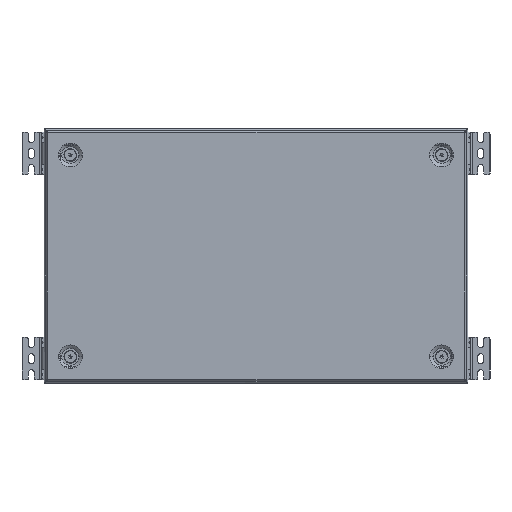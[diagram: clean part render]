
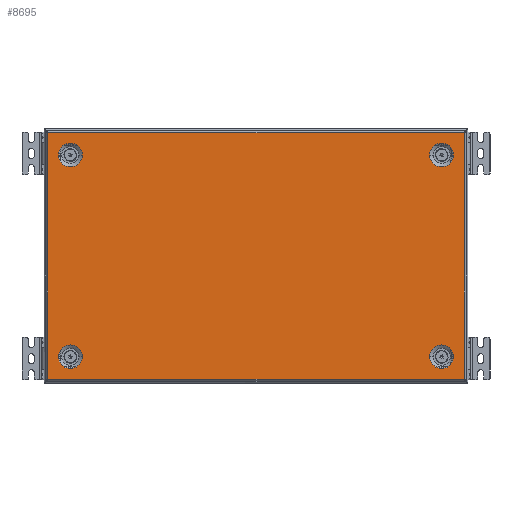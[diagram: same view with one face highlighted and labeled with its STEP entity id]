
A CAD part, top view. The second image highlights one B-rep face of the part: STEP entity #8695.
In plain terms, the highlighted planar face has unit normal (0, 0, 1).
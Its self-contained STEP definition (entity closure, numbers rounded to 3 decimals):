
#224 = EDGE_CURVE ( 'NONE', #6728, #415, #11005, .T. ) ;
#415 = VERTEX_POINT ( 'NONE', #11149 ) ;
#605 = CIRCLE ( 'NONE', #19801, 14. ) ;
#677 = CARTESIAN_POINT ( 'NONE',  ( 219., -119., 0. ) ) ;
#785 = FACE_OUTER_BOUND ( 'NONE', #10943, .T. ) ;
#956 = AXIS2_PLACEMENT_3D ( 'NONE', #23097, #14665, #22971 ) ;
#1122 = EDGE_LOOP ( 'NONE', ( #11302, #16959 ) ) ;
#1334 = DIRECTION ( 'NONE',  ( 0., 0., 1. ) ) ;
#1568 = CARTESIAN_POINT ( 'NONE',  ( 0., 0., 0. ) ) ;
#2012 = VECTOR ( 'NONE', #24556, 1000. ) ;
#2106 = DIRECTION ( 'NONE',  ( 1., 0., 0. ) ) ;
#2114 = EDGE_CURVE ( 'NONE', #26205, #25881, #18252, .T. ) ;
#2255 = CARTESIAN_POINT ( 'NONE',  ( 219., -119., 0. ) ) ;
#2705 = VECTOR ( 'NONE', #20117, 1000. ) ;
#2709 = AXIS2_PLACEMENT_3D ( 'NONE', #1568, #5677, #2106 ) ;
#2841 = DIRECTION ( 'NONE',  ( 0., 0., 1. ) ) ;
#2886 = VERTEX_POINT ( 'NONE', #24265 ) ;
#3101 = CARTESIAN_POINT ( 'NONE',  ( -233., 119., 0. ) ) ;
#3201 = CIRCLE ( 'NONE', #18488, 14. ) ;
#3282 = ORIENTED_EDGE ( 'NONE', *, *, #26477, .T. ) ;
#3425 = LINE ( 'NONE', #11767, #2705 ) ;
#3619 = AXIS2_PLACEMENT_3D ( 'NONE', #12359, #4309, #20979 ) ;
#3734 = DIRECTION ( 'NONE',  ( 0., 0., 1. ) ) ;
#4309 = DIRECTION ( 'NONE',  ( 0., 0., 1. ) ) ;
#4319 = DIRECTION ( 'NONE',  ( 0., 0., 1. ) ) ;
#4683 = EDGE_LOOP ( 'NONE', ( #16095, #16499 ) ) ;
#5035 = PLANE ( 'NONE',  #2709 ) ;
#5225 = CARTESIAN_POINT ( 'NONE',  ( 245.5, -145.793, 0. ) ) ;
#5423 = FACE_BOUND ( 'NONE', #24768, .T. ) ;
#5677 = DIRECTION ( 'NONE',  ( 0., 0., 1. ) ) ;
#5841 = DIRECTION ( 'NONE',  ( -1., 0., 0. ) ) ;
#6124 = CARTESIAN_POINT ( 'NONE',  ( 247.5, -145.5, 0. ) ) ;
#6141 = ORIENTED_EDGE ( 'NONE', *, *, #224, .F. ) ;
#6150 = CARTESIAN_POINT ( 'NONE',  ( 245.793, 145.5, 0. ) ) ;
#6171 = CARTESIAN_POINT ( 'NONE',  ( 205., -119., 0. ) ) ;
#6176 = CIRCLE ( 'NONE', #9632, 14. ) ;
#6343 = CARTESIAN_POINT ( 'NONE',  ( -245.5, 145.5, 0. ) ) ;
#6413 = DIRECTION ( 'NONE',  ( 1., 0., 0. ) ) ;
#6728 = VERTEX_POINT ( 'NONE', #6343 ) ;
#7133 = CARTESIAN_POINT ( 'NONE',  ( -245.5, -145.5, 0. ) ) ;
#7178 = CARTESIAN_POINT ( 'NONE',  ( 245.4, -145.5, 0. ) ) ;
#7292 = EDGE_CURVE ( 'NONE', #25160, #17958, #14909, .T. ) ;
#7752 = CARTESIAN_POINT ( 'NONE',  ( 233., -119., 0. ) ) ;
#7982 = CARTESIAN_POINT ( 'NONE',  ( -233., -119., 0. ) ) ;
#8279 = DIRECTION ( 'NONE',  ( 1., 0., 0. ) ) ;
#8463 = EDGE_CURVE ( 'NONE', #10828, #26606, #26700, .T. ) ;
#8493 = VERTEX_POINT ( 'NONE', #16897 ) ;
#8596 = LINE ( 'NONE', #14889, #14019 ) ;
#8695 = ADVANCED_FACE ( 'NONE', ( #5423, #11436, #785, #13351, #23736 ), #5035, .T. ) ;
#8854 = DIRECTION ( 'NONE',  ( 1., 0., 0. ) ) ;
#8903 = VECTOR ( 'NONE', #20134, 1000. ) ;
#9271 = AXIS2_PLACEMENT_3D ( 'NONE', #14172, #1334, #26600 ) ;
#9607 = VERTEX_POINT ( 'NONE', #19916 ) ;
#9632 = AXIS2_PLACEMENT_3D ( 'NONE', #677, #2841, #8854 ) ;
#9701 = AXIS2_PLACEMENT_3D ( 'NONE', #2255, #4319, #22585 ) ;
#10336 = LINE ( 'NONE', #6124, #19242 ) ;
#10474 = CARTESIAN_POINT ( 'NONE',  ( -219., 119., 0. ) ) ;
#10508 = DIRECTION ( 'NONE',  ( 0., -1., 0. ) ) ;
#10661 = EDGE_CURVE ( 'NONE', #9607, #415, #16644, .T. ) ;
#10828 = VERTEX_POINT ( 'NONE', #3101 ) ;
#10868 = CARTESIAN_POINT ( 'NONE',  ( -247.5, 145.5, 0. ) ) ;
#10943 = EDGE_LOOP ( 'NONE', ( #24429, #20301, #6141, #16360, #12497, #11168, #14309, #3282 ) ) ;
#10978 = DIRECTION ( 'NONE',  ( 0., 0., 1. ) ) ;
#11005 = LINE ( 'NONE', #10868, #19794 ) ;
#11122 = ORIENTED_EDGE ( 'NONE', *, *, #25641, .F. ) ;
#11149 = CARTESIAN_POINT ( 'NONE',  ( -245.4, 145.5, 0. ) ) ;
#11168 = ORIENTED_EDGE ( 'NONE', *, *, #2114, .T. ) ;
#11173 = EDGE_LOOP ( 'NONE', ( #11122, #22500 ) ) ;
#11302 = ORIENTED_EDGE ( 'NONE', *, *, #11339, .F. ) ;
#11339 = EDGE_CURVE ( 'NONE', #19022, #8493, #3201, .T. ) ;
#11436 = FACE_BOUND ( 'NONE', #4683, .T. ) ;
#11480 = CIRCLE ( 'NONE', #9271, 14. ) ;
#11767 = CARTESIAN_POINT ( 'NONE',  ( 245.793, 145.5, 0. ) ) ;
#11814 = CARTESIAN_POINT ( 'NONE',  ( -219., 119., 0. ) ) ;
#11929 = CARTESIAN_POINT ( 'NONE',  ( -245.793, -145.5, 0. ) ) ;
#12188 = CARTESIAN_POINT ( 'NONE',  ( -245.4, -145.5, 0. ) ) ;
#12359 = CARTESIAN_POINT ( 'NONE',  ( 219., 119., 0. ) ) ;
#12497 = ORIENTED_EDGE ( 'NONE', *, *, #24374, .T. ) ;
#12640 = EDGE_CURVE ( 'NONE', #26606, #10828, #605, .T. ) ;
#13069 = DIRECTION ( 'NONE',  ( 0., 0., 1. ) ) ;
#13351 = FACE_BOUND ( 'NONE', #11173, .T. ) ;
#13437 = VERTEX_POINT ( 'NONE', #24371 ) ;
#13652 = CARTESIAN_POINT ( 'NONE',  ( 205., 119., 0. ) ) ;
#14019 = VECTOR ( 'NONE', #10508, 1000. ) ;
#14172 = CARTESIAN_POINT ( 'NONE',  ( -219., -119., 0. ) ) ;
#14309 = ORIENTED_EDGE ( 'NONE', *, *, #20988, .T. ) ;
#14665 = DIRECTION ( 'NONE',  ( 0., 0., 1. ) ) ;
#14889 = CARTESIAN_POINT ( 'NONE',  ( -245.5, 145.793, 0. ) ) ;
#14909 = CIRCLE ( 'NONE', #956, 14. ) ;
#14942 = CARTESIAN_POINT ( 'NONE',  ( -219., -119., 0. ) ) ;
#16095 = ORIENTED_EDGE ( 'NONE', *, *, #22823, .F. ) ;
#16205 = CARTESIAN_POINT ( 'NONE',  ( -245.793, -145.5, 0. ) ) ;
#16218 = VECTOR ( 'NONE', #19973, 1000. ) ;
#16360 = ORIENTED_EDGE ( 'NONE', *, *, #16523, .T. ) ;
#16496 = ORIENTED_EDGE ( 'NONE', *, *, #8463, .F. ) ;
#16499 = ORIENTED_EDGE ( 'NONE', *, *, #7292, .F. ) ;
#16523 = EDGE_CURVE ( 'NONE', #6728, #23662, #8596, .T. ) ;
#16644 = LINE ( 'NONE', #6150, #21112 ) ;
#16897 = CARTESIAN_POINT ( 'NONE',  ( -205., -119., 0. ) ) ;
#16951 = EDGE_CURVE ( 'NONE', #13437, #9607, #3425, .T. ) ;
#16959 = ORIENTED_EDGE ( 'NONE', *, *, #22143, .F. ) ;
#17958 = VERTEX_POINT ( 'NONE', #22904 ) ;
#17968 = DIRECTION ( 'NONE',  ( 1., 0., 0. ) ) ;
#18252 = LINE ( 'NONE', #16205, #2012 ) ;
#18488 = AXIS2_PLACEMENT_3D ( 'NONE', #14942, #10978, #19320 ) ;
#18895 = CIRCLE ( 'NONE', #9701, 14. ) ;
#19022 = VERTEX_POINT ( 'NONE', #7982 ) ;
#19217 = DIRECTION ( 'NONE',  ( 1., 0., 0. ) ) ;
#19242 = VECTOR ( 'NONE', #8279, 1000. ) ;
#19320 = DIRECTION ( 'NONE',  ( -1., 0., 0. ) ) ;
#19794 = VECTOR ( 'NONE', #19217, 1000. ) ;
#19797 = VERTEX_POINT ( 'NONE', #7752 ) ;
#19801 = AXIS2_PLACEMENT_3D ( 'NONE', #11814, #3734, #17968 ) ;
#19916 = CARTESIAN_POINT ( 'NONE',  ( 245.4, 145.5, 0. ) ) ;
#19973 = DIRECTION ( 'NONE',  ( 0., 1., 0. ) ) ;
#20117 = DIRECTION ( 'NONE',  ( -1., 0., 0. ) ) ;
#20134 = DIRECTION ( 'NONE',  ( 1., 0., 0. ) ) ;
#20200 = ORIENTED_EDGE ( 'NONE', *, *, #12640, .F. ) ;
#20301 = ORIENTED_EDGE ( 'NONE', *, *, #10661, .T. ) ;
#20600 = EDGE_CURVE ( 'NONE', #26707, #19797, #6176, .T. ) ;
#20979 = DIRECTION ( 'NONE',  ( -1., 0., 0. ) ) ;
#20988 = EDGE_CURVE ( 'NONE', #25881, #2886, #10336, .T. ) ;
#21112 = VECTOR ( 'NONE', #5841, 1000. ) ;
#21909 = LINE ( 'NONE', #11929, #8903 ) ;
#22143 = EDGE_CURVE ( 'NONE', #8493, #19022, #11480, .T. ) ;
#22500 = ORIENTED_EDGE ( 'NONE', *, *, #20600, .F. ) ;
#22585 = DIRECTION ( 'NONE',  ( 1., 0., 0. ) ) ;
#22823 = EDGE_CURVE ( 'NONE', #17958, #25160, #26769, .T. ) ;
#22904 = CARTESIAN_POINT ( 'NONE',  ( 233., 119., 0. ) ) ;
#22971 = DIRECTION ( 'NONE',  ( -1., 0., 0. ) ) ;
#23097 = CARTESIAN_POINT ( 'NONE',  ( 219., 119., 0. ) ) ;
#23647 = AXIS2_PLACEMENT_3D ( 'NONE', #10474, #13069, #6413 ) ;
#23662 = VERTEX_POINT ( 'NONE', #7133 ) ;
#23736 = FACE_BOUND ( 'NONE', #1122, .T. ) ;
#23804 = LINE ( 'NONE', #5225, #16218 ) ;
#24265 = CARTESIAN_POINT ( 'NONE',  ( 245.5, -145.5, 0. ) ) ;
#24371 = CARTESIAN_POINT ( 'NONE',  ( 245.5, 145.5, 0. ) ) ;
#24374 = EDGE_CURVE ( 'NONE', #23662, #26205, #21909, .T. ) ;
#24429 = ORIENTED_EDGE ( 'NONE', *, *, #16951, .T. ) ;
#24556 = DIRECTION ( 'NONE',  ( 1., 0., 0. ) ) ;
#24768 = EDGE_LOOP ( 'NONE', ( #16496, #20200 ) ) ;
#25160 = VERTEX_POINT ( 'NONE', #13652 ) ;
#25641 = EDGE_CURVE ( 'NONE', #19797, #26707, #18895, .T. ) ;
#25881 = VERTEX_POINT ( 'NONE', #7178 ) ;
#26205 = VERTEX_POINT ( 'NONE', #12188 ) ;
#26477 = EDGE_CURVE ( 'NONE', #2886, #13437, #23804, .T. ) ;
#26600 = DIRECTION ( 'NONE',  ( -1., 0., 0. ) ) ;
#26606 = VERTEX_POINT ( 'NONE', #26640 ) ;
#26640 = CARTESIAN_POINT ( 'NONE',  ( -205., 119., 0. ) ) ;
#26700 = CIRCLE ( 'NONE', #23647, 14. ) ;
#26707 = VERTEX_POINT ( 'NONE', #6171 ) ;
#26769 = CIRCLE ( 'NONE', #3619, 14. ) ;
